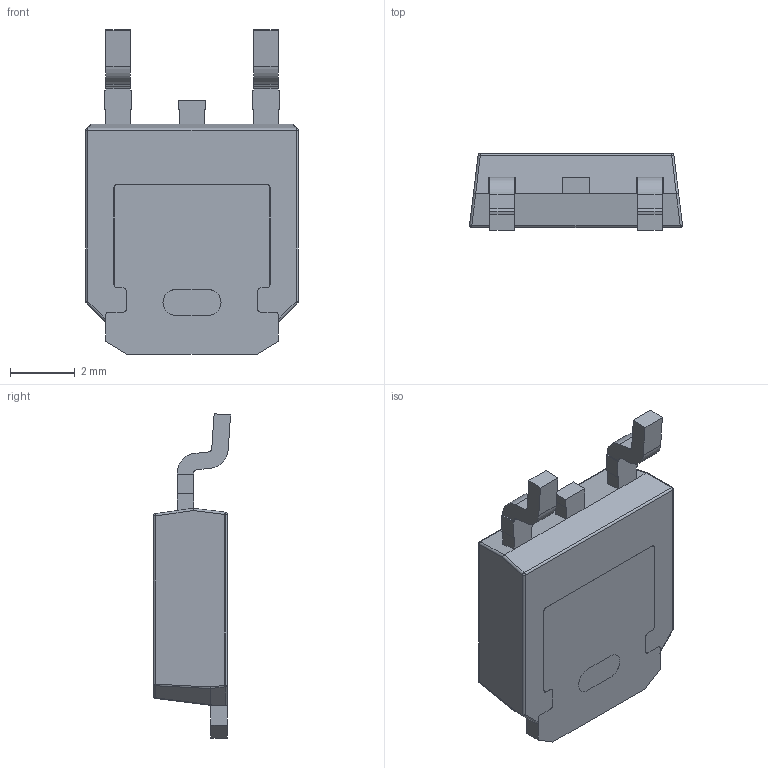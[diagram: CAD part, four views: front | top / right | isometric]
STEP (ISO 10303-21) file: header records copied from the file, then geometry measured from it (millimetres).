
FILE_DESCRIPTION (( 'STEP AP214' ), '1' );
FILE_NAME ('AOD409.STEP', '2024-11-04T09:56:47', ( '' ), ( '' ), 'SwSTEP 2.0', 'SolidWorks 2016', '' );
FILE_SCHEMA (( 'AUTOMOTIVE_DESIGN' ));
Length unit declared in the file: millimetre
Products named in the file (1): AOD409
Bounding box: 6.59 x 2.39 x 10.03 mm (x, y, z)
Volume: 90.9 mm3; surface area: 216.8 mm2
Topology: 2 solids, 2 shells, 161 faces, 433 edges, 268 vertices
Faces by surface type: plane 90, cylinder 57, sphere 14
Entity records: 5847 total; most frequent: CARTESIAN_POINT 901, ORIENTED_EDGE 846, DIRECTION 839, EDGE_CURVE 423, LINE 299, VECTOR 299, AXIS2_PLACEMENT_3D 270, VERTEX_POINT 268
